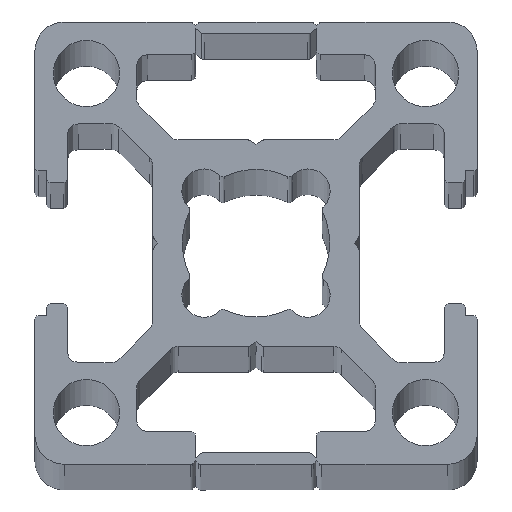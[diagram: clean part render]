
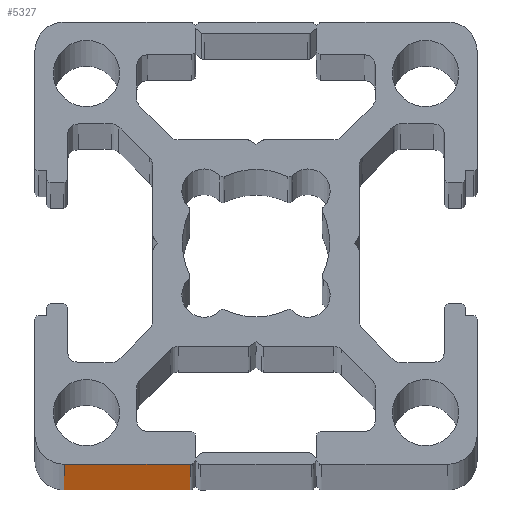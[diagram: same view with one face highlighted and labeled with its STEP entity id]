
A CAD part, top view. The second image highlights one B-rep face of the part: STEP entity #5327.
In plain terms, the highlighted planar face has unit normal (0, -1, 0).
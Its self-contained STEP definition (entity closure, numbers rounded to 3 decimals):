
#14 = EDGE_CURVE ( 'NONE', #2088, #2685, #5791, .T. ) ;
#183 = VECTOR ( 'NONE', #5720, 1000. ) ;
#197 = VECTOR ( 'NONE', #4000, 1000. ) ;
#399 = AXIS2_PLACEMENT_3D ( 'NONE', #2508, #1952, #5668 ) ;
#532 = CARTESIAN_POINT ( 'NONE',  ( -4.454, -15., -1000. ) ) ;
#728 = VERTEX_POINT ( 'NONE', #3229 ) ;
#954 = CARTESIAN_POINT ( 'NONE',  ( -4.454, -15., 0. ) ) ;
#1071 = ORIENTED_EDGE ( 'NONE', *, *, #14, .T. ) ;
#1126 = ORIENTED_EDGE ( 'NONE', *, *, #5021, .F. ) ;
#1592 = EDGE_LOOP ( 'NONE', ( #1071, #3370, #1126, #2416 ) ) ;
#1604 = DIRECTION ( 'NONE',  ( -1., 0., 0. ) ) ;
#1760 = CARTESIAN_POINT ( 'NONE',  ( -15., -15., -1000. ) ) ;
#1869 = DIRECTION ( 'NONE',  ( 0., 0., -1. ) ) ;
#1922 = PLANE ( 'NONE',  #399 ) ;
#1952 = DIRECTION ( 'NONE',  ( 0., -1., 0. ) ) ;
#1983 = FACE_OUTER_BOUND ( 'NONE', #1592, .T. ) ;
#2044 = VERTEX_POINT ( 'NONE', #3108 ) ;
#2088 = VERTEX_POINT ( 'NONE', #954 ) ;
#2416 = ORIENTED_EDGE ( 'NONE', *, *, #5180, .F. ) ;
#2508 = CARTESIAN_POINT ( 'NONE',  ( -15., -15., -1000. ) ) ;
#2596 = CARTESIAN_POINT ( 'NONE',  ( -15., -15., 0. ) ) ;
#2685 = VERTEX_POINT ( 'NONE', #4549 ) ;
#2745 = LINE ( 'NONE', #532, #4526 ) ;
#3108 = CARTESIAN_POINT ( 'NONE',  ( -4.454, -15., -1000. ) ) ;
#3229 = CARTESIAN_POINT ( 'NONE',  ( -13., -15., -1000. ) ) ;
#3370 = ORIENTED_EDGE ( 'NONE', *, *, #5698, .F. ) ;
#3763 = CARTESIAN_POINT ( 'NONE',  ( -13., -15., -1000. ) ) ;
#4000 = DIRECTION ( 'NONE',  ( -1., 0., 0. ) ) ;
#4311 = LINE ( 'NONE', #3763, #183 ) ;
#4453 = LINE ( 'NONE', #1760, #197 ) ;
#4526 = VECTOR ( 'NONE', #1869, 1000. ) ;
#4549 = CARTESIAN_POINT ( 'NONE',  ( -13., -15., 0. ) ) ;
#4935 = VECTOR ( 'NONE', #1604, 1000. ) ;
#5021 = EDGE_CURVE ( 'NONE', #2044, #728, #4453, .T. ) ;
#5180 = EDGE_CURVE ( 'NONE', #2088, #2044, #2745, .T. ) ;
#5327 = ADVANCED_FACE ( 'NONE', ( #1983 ), #1922, .T. ) ;
#5668 = DIRECTION ( 'NONE',  ( -1., 0., 0. ) ) ;
#5698 = EDGE_CURVE ( 'NONE', #728, #2685, #4311, .T. ) ;
#5720 = DIRECTION ( 'NONE',  ( 0., 0., 1. ) ) ;
#5791 = LINE ( 'NONE', #2596, #4935 ) ;
